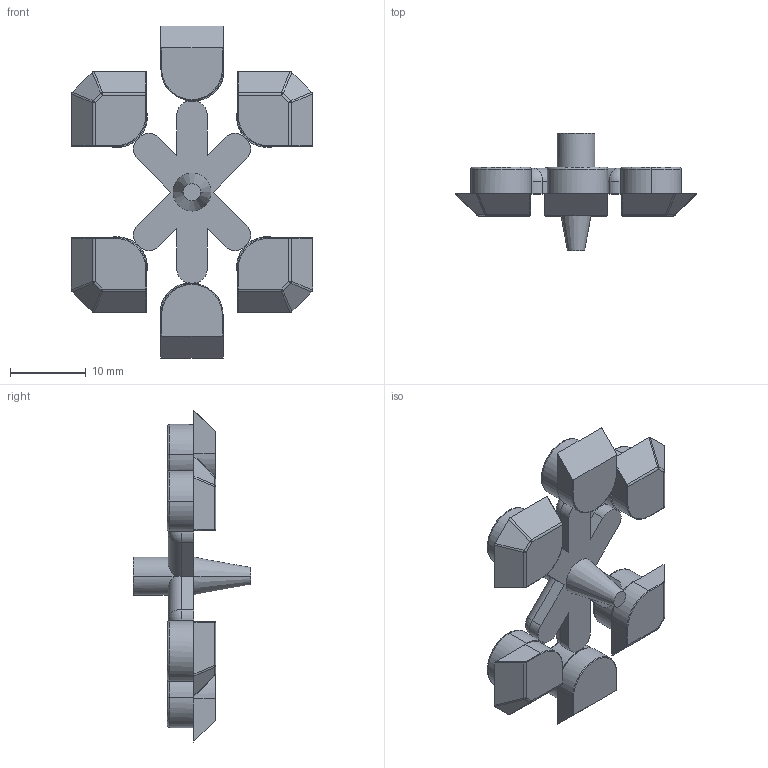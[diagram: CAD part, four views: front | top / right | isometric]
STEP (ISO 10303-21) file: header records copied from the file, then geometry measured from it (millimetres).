
FILE_DESCRIPTION((''),'2;1');
FILE_NAME('DCP1_ASM','2017-05-24T',('kjell_andersson'),(''),'CREO PARAMETRIC BY PTC INC, 2015290','CREO PARAMETRIC BY PTC INC, 2015290','');
FILE_SCHEMA(('AUTOMOTIVE_DESIGN { 1 0 10303 214 1 1 1 1 }'));
Length unit declared in the file: millimetre
Products named in the file (4): TULPPALIITOS; KULMA-TULPPA; KESKI_TULPPA; DCP1_ASM
Assembly tree (7 placements, depth 2):
  DCP1_ASM
    TULPPALIITOS
    KULMA-TULPPA  x4
    KESKI_TULPPA  x2
Bounding box: 31.79 x 15.5 x 43.79 mm (x, y, z)
Volume: 2520.1 mm3; surface area: 3069.1 mm2
Topology: 7 solids, 7 shells, 233 faces, 516 edges, 304 vertices
Faces by surface type: cylinder 102, plane 83, torus 26, sphere 20, cone 2
Entity records: 5142 total; most frequent: CARTESIAN_POINT 748, DIRECTION 628, ORIENTED_EDGE 546, PRESENTATION_STYLE_ASSIGNMENT 276, STYLED_ITEM 276, CURVE_STYLE 273, EDGE_CURVE 273, AXIS2_PLACEMENT_3D 246
